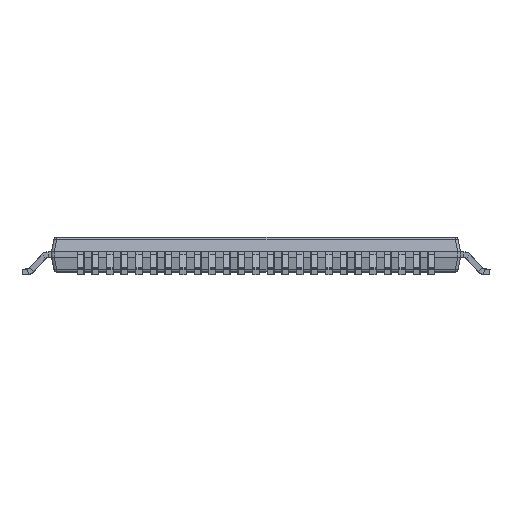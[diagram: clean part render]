
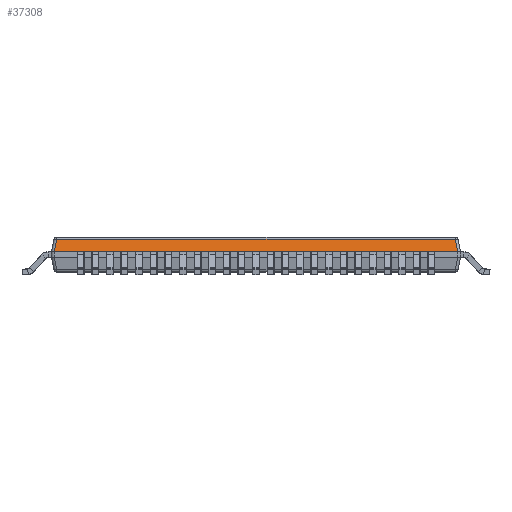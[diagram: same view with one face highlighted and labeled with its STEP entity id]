
A CAD part, left-side view. The second image highlights one B-rep face of the part: STEP entity #37308.
In plain terms, the highlighted planar face has unit normal (-0.981, 0, 0.196).
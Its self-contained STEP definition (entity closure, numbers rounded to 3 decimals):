
#2471 = ORIENTED_EDGE ( 'NONE', *, *, #138419, .T. ) ;
#2829 = CARTESIAN_POINT ( 'NONE',  ( -6.648, -6.55, 2.56 ) ) ;
#5174 = DIRECTION ( 'NONE',  ( 0., 1., 0. ) ) ;
#8433 = ORIENTED_EDGE ( 'NONE', *, *, #55763, .T. ) ;
#22424 = VERTEX_POINT ( 'NONE', #167693 ) ;
#22842 = DIRECTION ( 'NONE',  ( -0.192, 0.192, -0.962 ) ) ;
#26867 = EDGE_CURVE ( 'NONE', #188312, #172118, #167477, .T. ) ;
#27482 = CARTESIAN_POINT ( 'NONE',  ( -7., -6.901, 0.8 ) ) ;
#33414 = CARTESIAN_POINT ( 'NONE',  ( -6.916, 0., 1.22 ) ) ;
#33437 =( BOUNDED_CURVE ( )  B_SPLINE_CURVE ( 3, ( #218933, #27482, #60967, #94283 ),
 .UNSPECIFIED., .F., .F. ) 
 B_SPLINE_CURVE_WITH_KNOTS ( ( 4, 4 ),
 ( 0., 0.019 ),
 .UNSPECIFIED. ) 
 CURVE ( )  GEOMETRIC_REPRESENTATION_ITEM ( )  RATIONAL_B_SPLINE_CURVE ( ( 1., 1., 1., 1. ) ) 
 REPRESENTATION_ITEM ( '' )  );
#36176 = CARTESIAN_POINT ( 'NONE',  ( -7., 6.9, 0.8 ) ) ;
#37293 = CARTESIAN_POINT ( 'NONE',  ( -7., 6.901, 0.8 ) ) ;
#37308 = ADVANCED_FACE ( 'NONE', ( #200186 ), #149327, .T. ) ;
#44249 = CARTESIAN_POINT ( 'NONE',  ( -7., 6.9, 0.8 ) ) ;
#44764 = EDGE_CURVE ( 'NONE', #22424, #172118, #186451, .T. ) ;
#55745 = CARTESIAN_POINT ( 'NONE',  ( -7., -6.902, 0.8 ) ) ;
#55763 = EDGE_CURVE ( 'NONE', #186900, #188312, #198214, .T. ) ;
#60967 = CARTESIAN_POINT ( 'NONE',  ( -7., -6.901, 0.8 ) ) ;
#80066 = DIRECTION ( 'NONE',  ( -0.981, 0., 0.196 ) ) ;
#89151 = CARTESIAN_POINT ( 'NONE',  ( -7., 6.901, 0.8 ) ) ;
#89959 = EDGE_LOOP ( 'NONE', ( #8433, #92934, #106442, #2471, #169361, #145483 ) ) ;
#90880 = CARTESIAN_POINT ( 'NONE',  ( -6.648, 6.55, 2.56 ) ) ;
#92934 = ORIENTED_EDGE ( 'NONE', *, *, #26867, .T. ) ;
#94283 = CARTESIAN_POINT ( 'NONE',  ( -7., -6.902, 0.8 ) ) ;
#106442 = ORIENTED_EDGE ( 'NONE', *, *, #44764, .F. ) ;
#112368 = VECTOR ( 'NONE', #203795, 1000. ) ;
#126790 = CARTESIAN_POINT ( 'NONE',  ( -6.916, 6.818, 1.22 ) ) ;
#135649 = CARTESIAN_POINT ( 'NONE',  ( -7., 7., 0.8 ) ) ;
#138419 = EDGE_CURVE ( 'NONE', #22424, #146910, #33437, .T. ) ;
#143513 = LINE ( 'NONE', #2829, #214131 ) ;
#145483 = ORIENTED_EDGE ( 'NONE', *, *, #147874, .T. ) ;
#146472 = CARTESIAN_POINT ( 'NONE',  ( -6.916, -6.818, 1.22 ) ) ;
#146910 = VERTEX_POINT ( 'NONE', #55745 ) ;
#147874 = EDGE_CURVE ( 'NONE', #203084, #186900, #206510, .T. ) ;
#149327 = PLANE ( 'NONE',  #177213 ) ;
#155738 = DIRECTION ( 'NONE',  ( 0., 1., 0. ) ) ;
#162819 = EDGE_CURVE ( 'NONE', #146910, #203084, #143513, .T. ) ;
#162975 = VECTOR ( 'NONE', #22842, 1000. ) ;
#167477 =( BOUNDED_CURVE ( )  B_SPLINE_CURVE ( 3, ( #168872, #89151, #37293, #36176 ),
 .UNSPECIFIED., .F., .F. ) 
 B_SPLINE_CURVE_WITH_KNOTS ( ( 4, 4 ),
 ( 6.264, 6.283 ),
 .UNSPECIFIED. ) 
 CURVE ( )  GEOMETRIC_REPRESENTATION_ITEM ( )  RATIONAL_B_SPLINE_CURVE ( ( 1., 1., 1., 1. ) ) 
 REPRESENTATION_ITEM ( '' )  );
#167693 = CARTESIAN_POINT ( 'NONE',  ( -7., -6.9, 0.8 ) ) ;
#167763 = CARTESIAN_POINT ( 'NONE',  ( -6.9, 0., 1.3 ) ) ;
#168872 = CARTESIAN_POINT ( 'NONE',  ( -7., 6.902, 0.8 ) ) ;
#169361 = ORIENTED_EDGE ( 'NONE', *, *, #162819, .T. ) ;
#172118 = VERTEX_POINT ( 'NONE', #44249 ) ;
#177213 = AXIS2_PLACEMENT_3D ( 'NONE', #167763, #80066, #5174 ) ;
#186451 = LINE ( 'NONE', #135649, #112368 ) ;
#186900 = VERTEX_POINT ( 'NONE', #126790 ) ;
#188312 = VERTEX_POINT ( 'NONE', #222801 ) ;
#198214 = LINE ( 'NONE', #90880, #162975 ) ;
#200186 = FACE_OUTER_BOUND ( 'NONE', #89959, .T. ) ;
#200671 = VECTOR ( 'NONE', #155738, 1000. ) ;
#203084 = VERTEX_POINT ( 'NONE', #146472 ) ;
#203795 = DIRECTION ( 'NONE',  ( 0., 1., 0. ) ) ;
#206510 = LINE ( 'NONE', #33414, #200671 ) ;
#214131 = VECTOR ( 'NONE', #216240, 1000. ) ;
#216240 = DIRECTION ( 'NONE',  ( 0.192, 0.192, 0.962 ) ) ;
#218933 = CARTESIAN_POINT ( 'NONE',  ( -7., -6.9, 0.8 ) ) ;
#222801 = CARTESIAN_POINT ( 'NONE',  ( -7., 6.902, 0.8 ) ) ;
